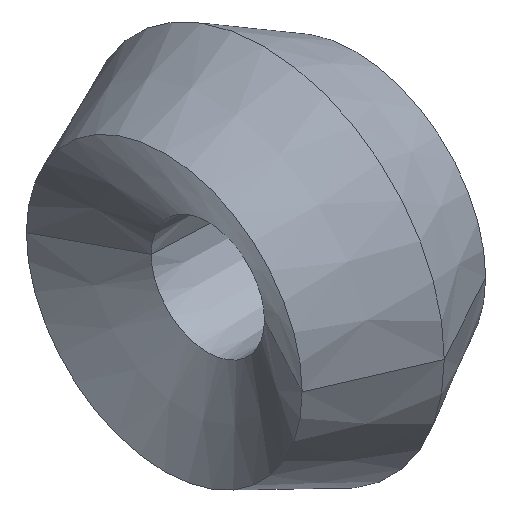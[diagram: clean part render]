
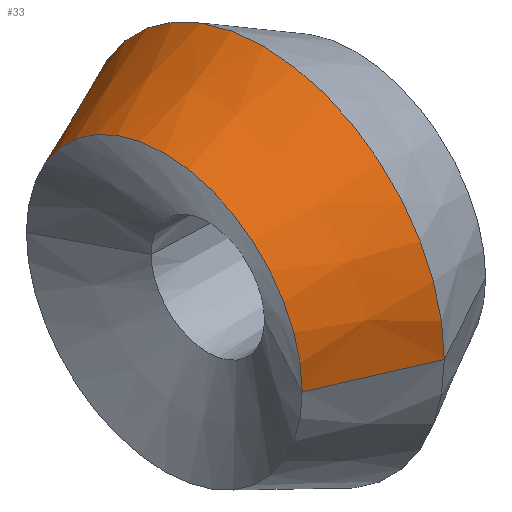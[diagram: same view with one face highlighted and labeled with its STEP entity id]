
A CAD part, isometric view. The second image highlights one B-rep face of the part: STEP entity #33.
In plain terms, the highlighted conical face has half-angle 23.371 degrees and reference radius 40 mm.
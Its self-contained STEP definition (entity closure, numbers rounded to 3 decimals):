
#33=ADVANCED_FACE('',(#43),#103,.T.);
#43=FACE_OUTER_BOUND('',#53,.F.);
#53=EDGE_LOOP('',(#81,#82,#83,#84));
#81=ORIENTED_EDGE('',*,*,#142,.T.);
#82=ORIENTED_EDGE('',*,*,#150,.F.);
#83=ORIENTED_EDGE('',*,*,#143,.F.);
#84=ORIENTED_EDGE('',*,*,#151,.T.);
#103=CONICAL_SURFACE('',#193,40.,0.408);
#117=LINE('',#270,#127);
#118=LINE('',#271,#128);
#127=VECTOR('',#212,31.356);
#128=VECTOR('',#213,31.356);
#142=EDGE_CURVE('',#172,#174,#117,.T.);
#143=EDGE_CURVE('',#171,#173,#118,.T.);
#150=EDGE_CURVE('',#173,#174,#160,.T.);
#151=EDGE_CURVE('',#171,#172,#161,.T.);
#160=CIRCLE('',#182,40.);
#161=CIRCLE('',#183,52.438);
#171=VERTEX_POINT('',#259);
#172=VERTEX_POINT('',#260);
#173=VERTEX_POINT('',#261);
#174=VERTEX_POINT('',#262);
#182=AXIS2_PLACEMENT_3D('',#278,#220,#221);
#183=AXIS2_PLACEMENT_3D('',#279,#222,#223);
#193=AXIS2_PLACEMENT_3D('',#289,#243,#242);
#212=DIRECTION('',(-0.918,0.397,0.));
#213=DIRECTION('',(-0.918,-0.397,0.));
#220=DIRECTION('',(1.,0.,0.));
#221=DIRECTION('',(0.,1.,0.));
#222=DIRECTION('',(1.,0.,0.));
#223=DIRECTION('',(0.,1.,0.));
#242=DIRECTION('',(0.,1.,0.));
#243=DIRECTION('',(1.,0.,0.));
#259=CARTESIAN_POINT('',(38.783,52.438,0.));
#260=CARTESIAN_POINT('',(38.783,-52.438,0.));
#261=CARTESIAN_POINT('',(10.,40.,0.));
#262=CARTESIAN_POINT('',(10.,-40.,0.));
#270=CARTESIAN_POINT('',(38.783,-52.438,0.));
#271=CARTESIAN_POINT('',(38.783,52.438,0.));
#278=CARTESIAN_POINT('',(10.,0.,0.));
#279=CARTESIAN_POINT('',(38.783,0.,0.));
#289=CARTESIAN_POINT('',(10.,0.,0.));
